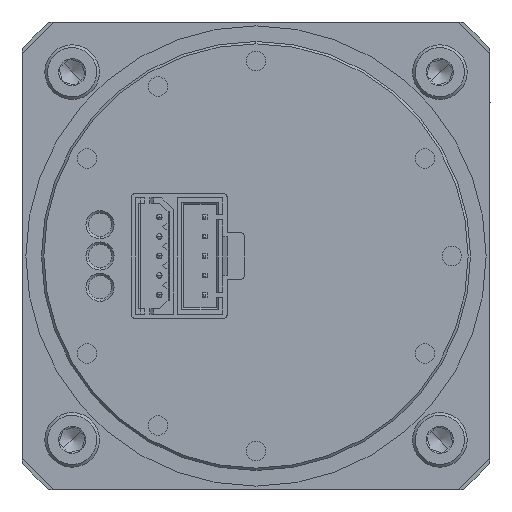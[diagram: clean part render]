
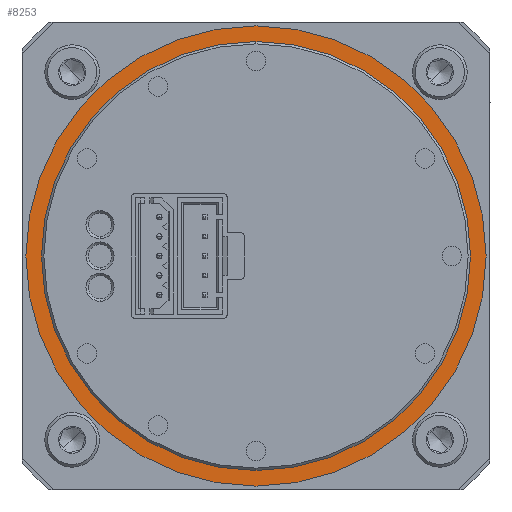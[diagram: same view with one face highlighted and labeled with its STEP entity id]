
A CAD part, left-side view. The second image highlights one B-rep face of the part: STEP entity #8253.
In plain terms, the highlighted planar face has unit normal (-1, 0, 0).
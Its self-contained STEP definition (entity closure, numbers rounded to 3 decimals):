
#3764 = DIRECTION ( 'NONE',  ( -1., 0., 0. ) ) ;
#5512 = DIRECTION ( 'NONE',  ( 0., 0., -1. ) ) ;
#6675 = CARTESIAN_POINT ( 'NONE',  ( -5., 0., 0. ) ) ;
#6880 = FACE_OUTER_BOUND ( 'NONE', #14189, .T. ) ;
#7106 = EDGE_CURVE ( 'NONE', #22769, #22441, #32936, .T. ) ;
#7830 = DIRECTION ( 'NONE',  ( -1., 0., 0. ) ) ;
#8252 = DIRECTION ( 'NONE',  ( -1., 0., 0. ) ) ;
#8253 = ADVANCED_FACE ( 'NONE', ( #31529, #6880 ), #29818, .F. ) ;
#8672 = AXIS2_PLACEMENT_3D ( 'NONE', #13492, #7830, #23674 ) ;
#10306 = AXIS2_PLACEMENT_3D ( 'NONE', #10974, #29705, #5512 ) ;
#10974 = CARTESIAN_POINT ( 'NONE',  ( -5., 29.5, 0. ) ) ;
#11365 = DIRECTION ( 'NONE',  ( -1., 0., 0. ) ) ;
#12952 = CARTESIAN_POINT ( 'NONE',  ( -5., 0., -27.5 ) ) ;
#13492 = CARTESIAN_POINT ( 'NONE',  ( -5., 0., 0. ) ) ;
#13506 = ORIENTED_EDGE ( 'NONE', *, *, #26705, .T. ) ;
#13876 = AXIS2_PLACEMENT_3D ( 'NONE', #24293, #8252, #24414 ) ;
#14189 = EDGE_LOOP ( 'NONE', ( #13506, #28939 ) ) ;
#14397 = EDGE_LOOP ( 'NONE', ( #17118, #31481 ) ) ;
#16648 = AXIS2_PLACEMENT_3D ( 'NONE', #6675, #3764, #27591 ) ;
#16969 = CIRCLE ( 'NONE', #16648, 27.5 ) ;
#17090 = CARTESIAN_POINT ( 'NONE',  ( -5., 0., 29.5 ) ) ;
#17118 = ORIENTED_EDGE ( 'NONE', *, *, #30818, .F. ) ;
#18881 = CARTESIAN_POINT ( 'NONE',  ( -5., 0., -29.5 ) ) ;
#21916 = CARTESIAN_POINT ( 'NONE',  ( -5., 0., 27.5 ) ) ;
#22441 = VERTEX_POINT ( 'NONE', #21916 ) ;
#22769 = VERTEX_POINT ( 'NONE', #12952 ) ;
#23674 = DIRECTION ( 'NONE',  ( 0., 0., 1. ) ) ;
#24293 = CARTESIAN_POINT ( 'NONE',  ( -5., 0., 0. ) ) ;
#24414 = DIRECTION ( 'NONE',  ( 0., 0., 1. ) ) ;
#26547 = AXIS2_PLACEMENT_3D ( 'NONE', #30301, #11365, #32893 ) ;
#26705 = EDGE_CURVE ( 'NONE', #33454, #28636, #32471, .T. ) ;
#27591 = DIRECTION ( 'NONE',  ( 0., 0., 1. ) ) ;
#28636 = VERTEX_POINT ( 'NONE', #18881 ) ;
#28939 = ORIENTED_EDGE ( 'NONE', *, *, #34075, .T. ) ;
#29705 = DIRECTION ( 'NONE',  ( 1., 0., 0. ) ) ;
#29818 = PLANE ( 'NONE',  #10306 ) ;
#30301 = CARTESIAN_POINT ( 'NONE',  ( -5., 0., 0. ) ) ;
#30818 = EDGE_CURVE ( 'NONE', #22441, #22769, #16969, .T. ) ;
#31481 = ORIENTED_EDGE ( 'NONE', *, *, #7106, .F. ) ;
#31529 = FACE_BOUND ( 'NONE', #14397, .T. ) ;
#32471 = CIRCLE ( 'NONE', #26547, 29.5 ) ;
#32872 = CIRCLE ( 'NONE', #13876, 29.5 ) ;
#32893 = DIRECTION ( 'NONE',  ( 0., 0., 1. ) ) ;
#32936 = CIRCLE ( 'NONE', #8672, 27.5 ) ;
#33454 = VERTEX_POINT ( 'NONE', #17090 ) ;
#34075 = EDGE_CURVE ( 'NONE', #28636, #33454, #32872, .T. ) ;
